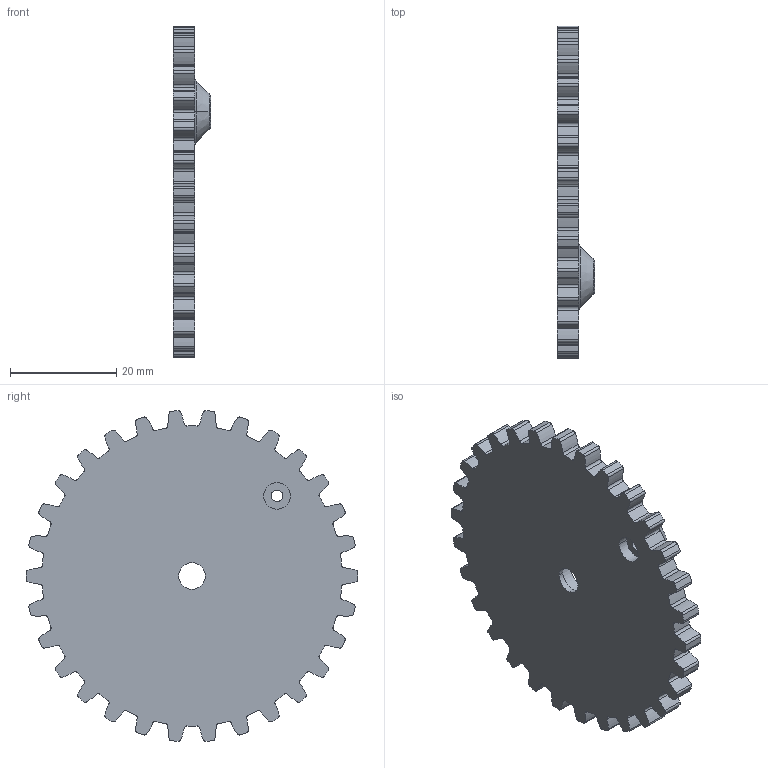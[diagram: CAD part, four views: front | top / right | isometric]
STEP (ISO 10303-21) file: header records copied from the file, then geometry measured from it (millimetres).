
FILE_DESCRIPTION(('CATIA V5 STEP Exchange'),'2;1');
FILE_NAME('Main Gear.stp','2024-11-23T09:22:31+00:00',('none'),('none'),'CATIA Version 5 Release 20 GA (IN-10)','CATIA V5 STEP AP203','none');
FILE_SCHEMA(('CONFIG_CONTROL_DESIGN'));
Length unit declared in the file: millimetre
Products named in the file (1): Ornithopter
Bounding box: 7 x 62.5 x 62.28 mm (x, y, z)
Volume: 11002 mm3; surface area: 6899 mm2
Topology: 1 solids, 1 shells, 259 faces, 761 edges, 506 vertices
Faces by surface type: cylinder 248, plane 5, torus 4, cone 2
Entity records: 8313 total; most frequent: ORIENTED_EDGE 1522, CARTESIAN_POINT 1505, DIRECTION 1210, EDGE_CURVE 761, AXIS2_PLACEMENT_3D 735, CIRCLE 508, VERTEX_POINT 506, EDGE_LOOP 265
